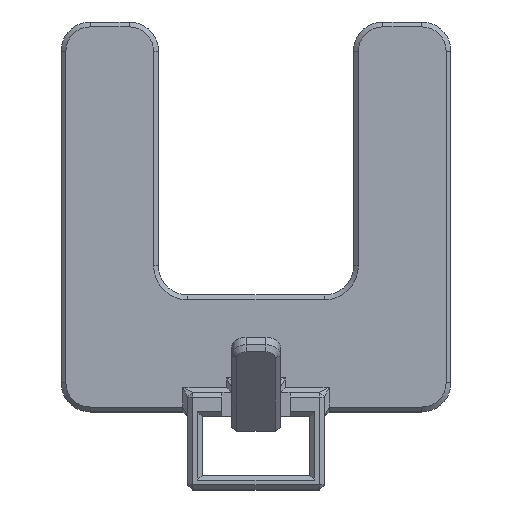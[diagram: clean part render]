
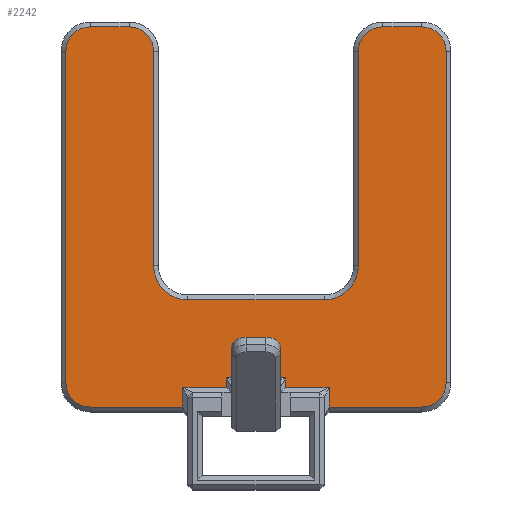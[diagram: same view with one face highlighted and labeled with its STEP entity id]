
A CAD part, top view. The second image highlights one B-rep face of the part: STEP entity #2242.
In plain terms, the highlighted planar face has unit normal (0, 0, 1).
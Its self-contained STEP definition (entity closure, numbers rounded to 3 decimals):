
#29=CIRCLE('',#2356,2.5);
#31=CIRCLE('',#2360,2.5);
#33=CIRCLE('',#2364,2.5);
#35=CIRCLE('',#2368,3.5);
#37=CIRCLE('',#2372,3.5);
#39=CIRCLE('',#2376,2.5);
#41=CIRCLE('',#2380,2.5);
#43=CIRCLE('',#2384,2.5);
#148=FACE_OUTER_BOUND('',#285,.T.);
#285=EDGE_LOOP('',(#1653,#1654,#1655,#1656,#1657,#1658,#1659,#1660,#1661,
#1662,#1663,#1664,#1665,#1666,#1667,#1668,#1669,#1670,#1671,#1672,#1673,
#1674,#1675,#1676));
#392=LINE('',#3218,#671);
#406=LINE('',#3245,#685);
#415=LINE('',#3265,#694);
#419=LINE('',#3277,#698);
#423=LINE('',#3289,#702);
#427=LINE('',#3301,#706);
#431=LINE('',#3313,#710);
#435=LINE('',#3325,#714);
#439=LINE('',#3337,#718);
#443=LINE('',#3349,#722);
#447=LINE('',#3359,#726);
#449=LINE('',#3362,#728);
#452=LINE('',#3368,#731);
#489=LINE('',#3456,#768);
#490=LINE('',#3458,#769);
#491=LINE('',#3459,#770);
#671=VECTOR('',#2563,10.);
#685=VECTOR('',#2587,10.);
#694=VECTOR('',#2602,10.);
#698=VECTOR('',#2614,10.);
#702=VECTOR('',#2626,10.);
#706=VECTOR('',#2638,10.);
#710=VECTOR('',#2650,10.);
#714=VECTOR('',#2662,10.);
#718=VECTOR('',#2674,10.);
#722=VECTOR('',#2686,10.);
#726=VECTOR('',#2698,10.);
#728=VECTOR('',#2702,10.);
#731=VECTOR('',#2707,10.);
#768=VECTOR('',#2804,10.);
#769=VECTOR('',#2805,10.);
#770=VECTOR('',#2806,10.);
#943=VERTEX_POINT('',#3206);
#945=VERTEX_POINT('',#3215);
#948=VERTEX_POINT('',#3222);
#951=VERTEX_POINT('',#3232);
#956=VERTEX_POINT('',#3248);
#962=VERTEX_POINT('',#3263);
#964=VERTEX_POINT('',#3270);
#966=VERTEX_POINT('',#3275);
#968=VERTEX_POINT('',#3282);
#970=VERTEX_POINT('',#3287);
#972=VERTEX_POINT('',#3294);
#974=VERTEX_POINT('',#3299);
#976=VERTEX_POINT('',#3306);
#978=VERTEX_POINT('',#3311);
#980=VERTEX_POINT('',#3318);
#982=VERTEX_POINT('',#3323);
#984=VERTEX_POINT('',#3330);
#986=VERTEX_POINT('',#3335);
#988=VERTEX_POINT('',#3342);
#990=VERTEX_POINT('',#3347);
#992=VERTEX_POINT('',#3354);
#994=VERTEX_POINT('',#3365);
#1015=VERTEX_POINT('',#3455);
#1016=VERTEX_POINT('',#3457);
#1137=EDGE_CURVE('',#945,#943,#392,.T.);
#1151=EDGE_CURVE('',#943,#951,#406,.T.);
#1160=EDGE_CURVE('',#962,#956,#415,.T.);
#1164=EDGE_CURVE('',#964,#962,#29,.T.);
#1166=EDGE_CURVE('',#966,#964,#419,.T.);
#1170=EDGE_CURVE('',#968,#966,#31,.T.);
#1172=EDGE_CURVE('',#970,#968,#423,.T.);
#1176=EDGE_CURVE('',#972,#970,#33,.T.);
#1178=EDGE_CURVE('',#974,#972,#427,.T.);
#1182=EDGE_CURVE('',#976,#974,#35,.T.);
#1184=EDGE_CURVE('',#978,#976,#431,.T.);
#1188=EDGE_CURVE('',#980,#978,#37,.T.);
#1190=EDGE_CURVE('',#982,#980,#435,.T.);
#1194=EDGE_CURVE('',#984,#982,#39,.T.);
#1196=EDGE_CURVE('',#986,#984,#439,.T.);
#1200=EDGE_CURVE('',#988,#986,#41,.T.);
#1202=EDGE_CURVE('',#990,#988,#443,.T.);
#1206=EDGE_CURVE('',#992,#990,#43,.T.);
#1208=EDGE_CURVE('',#951,#992,#447,.T.);
#1210=EDGE_CURVE('',#956,#948,#449,.T.);
#1213=EDGE_CURVE('',#948,#994,#452,.T.);
#1258=EDGE_CURVE('',#1015,#945,#489,.T.);
#1259=EDGE_CURVE('',#1016,#1015,#490,.T.);
#1260=EDGE_CURVE('',#994,#1016,#491,.T.);
#1653=ORIENTED_EDGE('',*,*,#1213,.F.);
#1654=ORIENTED_EDGE('',*,*,#1210,.F.);
#1655=ORIENTED_EDGE('',*,*,#1160,.F.);
#1656=ORIENTED_EDGE('',*,*,#1164,.F.);
#1657=ORIENTED_EDGE('',*,*,#1166,.F.);
#1658=ORIENTED_EDGE('',*,*,#1170,.F.);
#1659=ORIENTED_EDGE('',*,*,#1172,.F.);
#1660=ORIENTED_EDGE('',*,*,#1176,.F.);
#1661=ORIENTED_EDGE('',*,*,#1178,.F.);
#1662=ORIENTED_EDGE('',*,*,#1182,.F.);
#1663=ORIENTED_EDGE('',*,*,#1184,.F.);
#1664=ORIENTED_EDGE('',*,*,#1188,.F.);
#1665=ORIENTED_EDGE('',*,*,#1190,.F.);
#1666=ORIENTED_EDGE('',*,*,#1194,.F.);
#1667=ORIENTED_EDGE('',*,*,#1196,.F.);
#1668=ORIENTED_EDGE('',*,*,#1200,.F.);
#1669=ORIENTED_EDGE('',*,*,#1202,.F.);
#1670=ORIENTED_EDGE('',*,*,#1206,.F.);
#1671=ORIENTED_EDGE('',*,*,#1208,.F.);
#1672=ORIENTED_EDGE('',*,*,#1151,.F.);
#1673=ORIENTED_EDGE('',*,*,#1137,.F.);
#1674=ORIENTED_EDGE('',*,*,#1258,.F.);
#1675=ORIENTED_EDGE('',*,*,#1259,.F.);
#1676=ORIENTED_EDGE('',*,*,#1260,.F.);
#2121=PLANE('',#2417);
#2242=ADVANCED_FACE('',(#148),#2121,.T.);
#2356=AXIS2_PLACEMENT_3D('',#3272,#2609,#2610);
#2360=AXIS2_PLACEMENT_3D('',#3284,#2621,#2622);
#2364=AXIS2_PLACEMENT_3D('',#3296,#2633,#2634);
#2368=AXIS2_PLACEMENT_3D('',#3308,#2645,#2646);
#2372=AXIS2_PLACEMENT_3D('',#3320,#2657,#2658);
#2376=AXIS2_PLACEMENT_3D('',#3332,#2669,#2670);
#2380=AXIS2_PLACEMENT_3D('',#3344,#2681,#2682);
#2384=AXIS2_PLACEMENT_3D('',#3356,#2693,#2694);
#2417=AXIS2_PLACEMENT_3D('',#3454,#2802,#2803);
#2563=DIRECTION('',(-1.,0.,0.));
#2587=DIRECTION('',(0.,-1.,0.));
#2602=DIRECTION('',(-1.,0.,0.));
#2609=DIRECTION('center_axis',(0.,0.,-1.));
#2610=DIRECTION('ref_axis',(0.707,-0.707,0.));
#2614=DIRECTION('',(0.,-1.,0.));
#2621=DIRECTION('center_axis',(0.,0.,-1.));
#2622=DIRECTION('ref_axis',(0.707,0.707,0.));
#2626=DIRECTION('',(1.,0.,0.));
#2633=DIRECTION('center_axis',(0.,0.,-1.));
#2634=DIRECTION('ref_axis',(-0.707,0.707,0.));
#2638=DIRECTION('',(0.,1.,0.));
#2645=DIRECTION('center_axis',(0.,0.,1.));
#2646=DIRECTION('ref_axis',(0.707,-0.707,0.));
#2650=DIRECTION('',(1.,0.,0.));
#2657=DIRECTION('center_axis',(0.,0.,1.));
#2658=DIRECTION('ref_axis',(-0.707,-0.707,0.));
#2662=DIRECTION('',(0.,-1.,0.));
#2669=DIRECTION('center_axis',(0.,0.,-1.));
#2670=DIRECTION('ref_axis',(0.707,0.707,0.));
#2674=DIRECTION('',(1.,0.,0.));
#2681=DIRECTION('center_axis',(0.,0.,-1.));
#2682=DIRECTION('ref_axis',(-0.707,0.707,0.));
#2686=DIRECTION('',(0.,1.,0.));
#2693=DIRECTION('center_axis',(0.,0.,-1.));
#2694=DIRECTION('ref_axis',(-0.707,-0.707,0.));
#2698=DIRECTION('',(-1.,0.,0.));
#2702=DIRECTION('',(0.,1.,0.));
#2707=DIRECTION('',(-1.,0.,0.));
#2802=DIRECTION('center_axis',(0.,0.,1.));
#2803=DIRECTION('ref_axis',(0.,-1.,0.));
#2804=DIRECTION('',(0.,-1.,0.));
#2805=DIRECTION('',(-1.,0.,0.));
#2806=DIRECTION('',(0.,1.,0.));
#3206=CARTESIAN_POINT('',(-7.5,-9.5,3.));
#3215=CARTESIAN_POINT('',(-3.,-9.5,3.));
#3218=CARTESIAN_POINT('',(3.5,-9.5,3.));
#3222=CARTESIAN_POINT('',(7.5,-9.5,3.));
#3232=CARTESIAN_POINT('',(-7.5,-11.5,3.));
#3245=CARTESIAN_POINT('',(-7.5,-3.,3.));
#3248=CARTESIAN_POINT('',(7.5,-11.5,3.));
#3263=CARTESIAN_POINT('',(17.,-11.5,3.));
#3265=CARTESIAN_POINT('',(3.5,-11.5,3.));
#3270=CARTESIAN_POINT('',(19.5,-9.,3.));
#3272=CARTESIAN_POINT('Origin',(17.,-9.,3.));
#3275=CARTESIAN_POINT('',(19.5,25.,3.));
#3277=CARTESIAN_POINT('',(19.5,-4.,3.));
#3282=CARTESIAN_POINT('',(17.,27.5,3.));
#3284=CARTESIAN_POINT('Origin',(17.,25.,3.));
#3287=CARTESIAN_POINT('',(13.,27.5,3.));
#3289=CARTESIAN_POINT('',(10.,27.5,3.));
#3294=CARTESIAN_POINT('',(10.5,25.,3.));
#3296=CARTESIAN_POINT('Origin',(13.,25.,3.));
#3299=CARTESIAN_POINT('',(10.5,3.,3.));
#3301=CARTESIAN_POINT('',(10.5,16.,3.));
#3306=CARTESIAN_POINT('',(7.,-0.5,3.));
#3308=CARTESIAN_POINT('Origin',(7.,3.,3.));
#3311=CARTESIAN_POINT('',(-7.,-0.5,3.));
#3313=CARTESIAN_POINT('',(5.,-0.5,3.));
#3318=CARTESIAN_POINT('',(-10.5,3.,3.));
#3320=CARTESIAN_POINT('Origin',(-7.,3.,3.));
#3323=CARTESIAN_POINT('',(-10.5,25.,3.));
#3325=CARTESIAN_POINT('',(-10.5,2.,3.));
#3330=CARTESIAN_POINT('',(-13.,27.5,3.));
#3332=CARTESIAN_POINT('Origin',(-13.,25.,3.));
#3335=CARTESIAN_POINT('',(-17.,27.5,3.));
#3337=CARTESIAN_POINT('',(-5.,27.5,3.));
#3342=CARTESIAN_POINT('',(-19.5,25.,3.));
#3344=CARTESIAN_POINT('Origin',(-17.,25.,3.));
#3347=CARTESIAN_POINT('',(-19.5,-9.,3.));
#3349=CARTESIAN_POINT('',(-19.5,16.,3.));
#3354=CARTESIAN_POINT('',(-17.,-11.5,3.));
#3356=CARTESIAN_POINT('Origin',(-17.,-9.,3.));
#3359=CARTESIAN_POINT('',(-10.,-11.5,3.));
#3362=CARTESIAN_POINT('',(7.5,-8.,3.));
#3365=CARTESIAN_POINT('',(3.,-9.5,3.));
#3368=CARTESIAN_POINT('',(3.5,-9.5,3.));
#3454=CARTESIAN_POINT('Origin',(0.,4.,3.));
#3455=CARTESIAN_POINT('',(-3.,-8.5,3.));
#3456=CARTESIAN_POINT('',(-3.,-2.5,3.));
#3457=CARTESIAN_POINT('',(3.,-8.5,3.));
#3458=CARTESIAN_POINT('',(0.,-8.5,3.));
#3459=CARTESIAN_POINT('',(3.,-2.5,3.));
